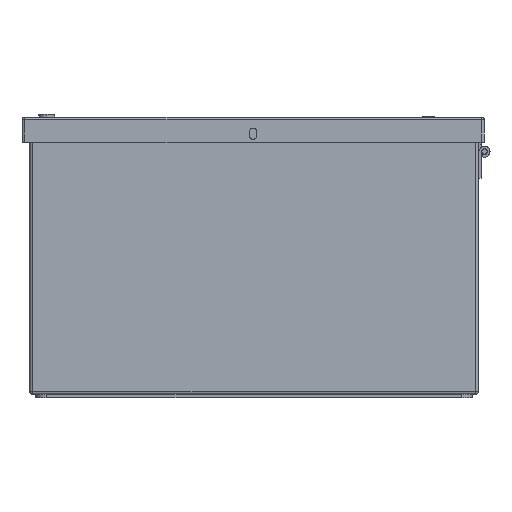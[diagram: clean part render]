
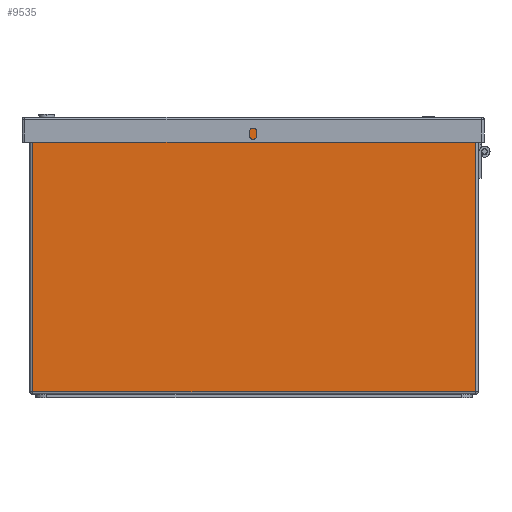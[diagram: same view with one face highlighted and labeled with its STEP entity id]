
A CAD part, left-side view. The second image highlights one B-rep face of the part: STEP entity #9535.
In plain terms, the highlighted planar face has unit normal (-1, 0, 0).
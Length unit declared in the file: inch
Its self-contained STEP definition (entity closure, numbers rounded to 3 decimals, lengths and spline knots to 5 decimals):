
#2726 = LINE ( 'NONE', #6545, #26911 ) ;
#3540 = LINE ( 'NONE', #16120, #5799 ) ;
#5799 = VECTOR ( 'NONE', #15724, 39.37008 ) ;
#5981 = LINE ( 'NONE', #32027, #31238 ) ;
#6545 = CARTESIAN_POINT ( 'NONE',  ( 0., 10., 0.06 ) ) ;
#9160 = ORIENTED_EDGE ( 'NONE', *, *, #17364, .T. ) ;
#9535 = ADVANCED_FACE ( 'NONE', ( #17843 ), #18487, .F. ) ;
#10409 = VERTEX_POINT ( 'NONE', #21941 ) ;
#10700 = CARTESIAN_POINT ( 'NONE',  ( 0., 0.06, 6. ) ) ;
#12066 = CARTESIAN_POINT ( 'NONE',  ( 0., 0.06, 0.06 ) ) ;
#14549 = DIRECTION ( 'NONE',  ( 0., 0., 1. ) ) ;
#15465 = EDGE_CURVE ( 'NONE', #41405, #40090, #2726, .T. ) ;
#15724 = DIRECTION ( 'NONE',  ( 0., 1., 0. ) ) ;
#15899 = DIRECTION ( 'NONE',  ( 1., 0., 0. ) ) ;
#16120 = CARTESIAN_POINT ( 'NONE',  ( 0., 10., 5.94 ) ) ;
#16314 = CARTESIAN_POINT ( 'NONE',  ( 0., 10., 6. ) ) ;
#16648 = EDGE_LOOP ( 'NONE', ( #25043, #9160, #31310, #31603 ) ) ;
#17364 = EDGE_CURVE ( 'NONE', #40090, #10409, #20927, .T. ) ;
#17843 = FACE_OUTER_BOUND ( 'NONE', #16648, .T. ) ;
#18487 = PLANE ( 'NONE',  #30018 ) ;
#19564 = DIRECTION ( 'NONE',  ( 0., -1., 0. ) ) ;
#20927 = LINE ( 'NONE', #10700, #23698 ) ;
#21941 = CARTESIAN_POINT ( 'NONE',  ( 0., 0.06, 5.94 ) ) ;
#22090 = DIRECTION ( 'NONE',  ( 0., 0., -1. ) ) ;
#23698 = VECTOR ( 'NONE', #14549, 39.37008 ) ;
#25043 = ORIENTED_EDGE ( 'NONE', *, *, #15465, .T. ) ;
#26911 = VECTOR ( 'NONE', #19564, 39.37008 ) ;
#27010 = VERTEX_POINT ( 'NONE', #37667 ) ;
#28081 = EDGE_CURVE ( 'NONE', #27010, #41405, #5981, .T. ) ;
#30018 = AXIS2_PLACEMENT_3D ( 'NONE', #16314, #15899, #22090 ) ;
#31238 = VECTOR ( 'NONE', #31408, 39.37008 ) ;
#31310 = ORIENTED_EDGE ( 'NONE', *, *, #39104, .T. ) ;
#31408 = DIRECTION ( 'NONE',  ( 0., 0., -1. ) ) ;
#31603 = ORIENTED_EDGE ( 'NONE', *, *, #28081, .T. ) ;
#32027 = CARTESIAN_POINT ( 'NONE',  ( 0., 9.94, 0. ) ) ;
#33730 = CARTESIAN_POINT ( 'NONE',  ( 0., 9.94, 0.06 ) ) ;
#37667 = CARTESIAN_POINT ( 'NONE',  ( 0., 9.94, 5.94 ) ) ;
#39104 = EDGE_CURVE ( 'NONE', #10409, #27010, #3540, .T. ) ;
#40090 = VERTEX_POINT ( 'NONE', #12066 ) ;
#41405 = VERTEX_POINT ( 'NONE', #33730 ) ;
